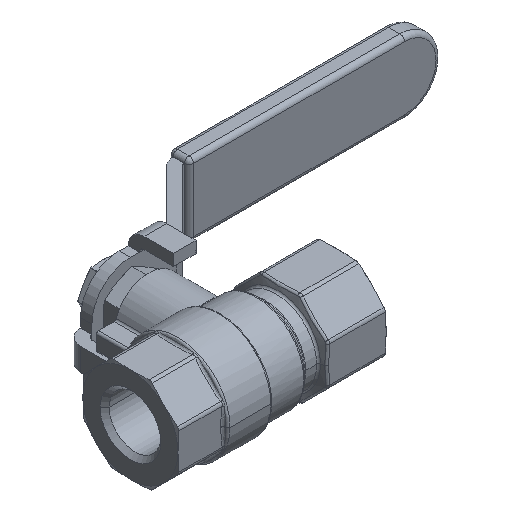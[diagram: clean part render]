
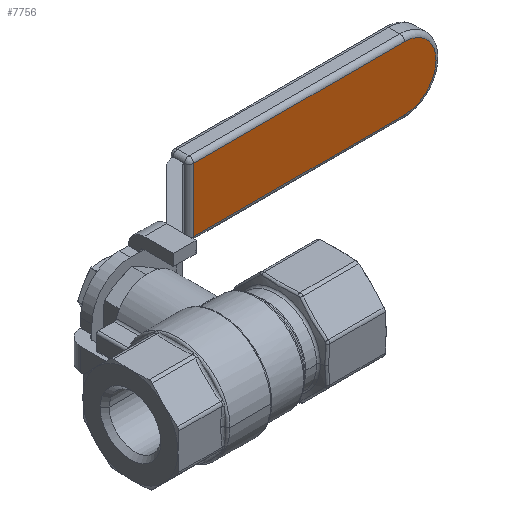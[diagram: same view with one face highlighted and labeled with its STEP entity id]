
A CAD part, isometric view. The second image highlights one B-rep face of the part: STEP entity #7756.
In plain terms, the highlighted planar face has unit normal (0, -1, 0).
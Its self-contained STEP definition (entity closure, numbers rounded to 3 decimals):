
#7083=DIRECTION('',(1.,0.,0.));
#7084=VECTOR('',#7083,46.55);
#7085=CARTESIAN_POINT('',(26.45,12.5,-7.));
#7086=LINE('',#7085,#7084);
#7096=DIRECTION('',(0.,0.,-1.));
#7097=VECTOR('',#7096,14.);
#7098=CARTESIAN_POINT('',(26.45,12.5,7.));
#7099=LINE('',#7098,#7097);
#7493=CARTESIAN_POINT('',(73.,12.5,0.));
#7494=DIRECTION('',(0.,-1.,0.));
#7495=DIRECTION('',(0.,0.,-1.));
#7496=AXIS2_PLACEMENT_3D('',#7493,#7494,#7495);
#7517=DIRECTION('',(-1.,0.,0.));
#7518=VECTOR('',#7517,46.55);
#7519=CARTESIAN_POINT('',(73.,12.5,7.));
#7520=LINE('',#7519,#7518);
#7625=CARTESIAN_POINT('',(26.45,12.5,7.));
#7626=CARTESIAN_POINT('',(26.45,12.5,-7.));
#7627=VERTEX_POINT('',#7625);
#7628=VERTEX_POINT('',#7626);
#7631=CARTESIAN_POINT('',(73.,12.5,7.));
#7632=VERTEX_POINT('',#7631);
#7633=CARTESIAN_POINT('',(73.,12.5,-7.));
#7634=VERTEX_POINT('',#7633);
#7742=CARTESIAN_POINT('',(25.45,12.5,-7.));
#7743=DIRECTION('',(0.,-1.,0.));
#7744=DIRECTION('',(1.,0.,0.));
#7745=AXIS2_PLACEMENT_3D('',#7742,#7743,#7744);
#7746=PLANE('',#7745);
#7748=ORIENTED_EDGE('',*,*,#7747,.F.);
#7750=ORIENTED_EDGE('',*,*,#7749,.F.);
#7752=ORIENTED_EDGE('',*,*,#7751,.F.);
#7753=ORIENTED_EDGE('',*,*,#7732,.F.);
#7754=EDGE_LOOP('',(#7748,#7750,#7752,#7753));
#7755=FACE_OUTER_BOUND('',#7754,.F.);
#7756=ADVANCED_FACE('',(#7755),#7746,.T.);
#7497=CIRCLE('',#7496,7.);
#7732=EDGE_CURVE('',#7628,#7634,#7086,.T.);
#7747=EDGE_CURVE('',#7627,#7628,#7099,.T.);
#7749=EDGE_CURVE('',#7632,#7627,#7520,.T.);
#7751=EDGE_CURVE('',#7634,#7632,#7497,.T.);
